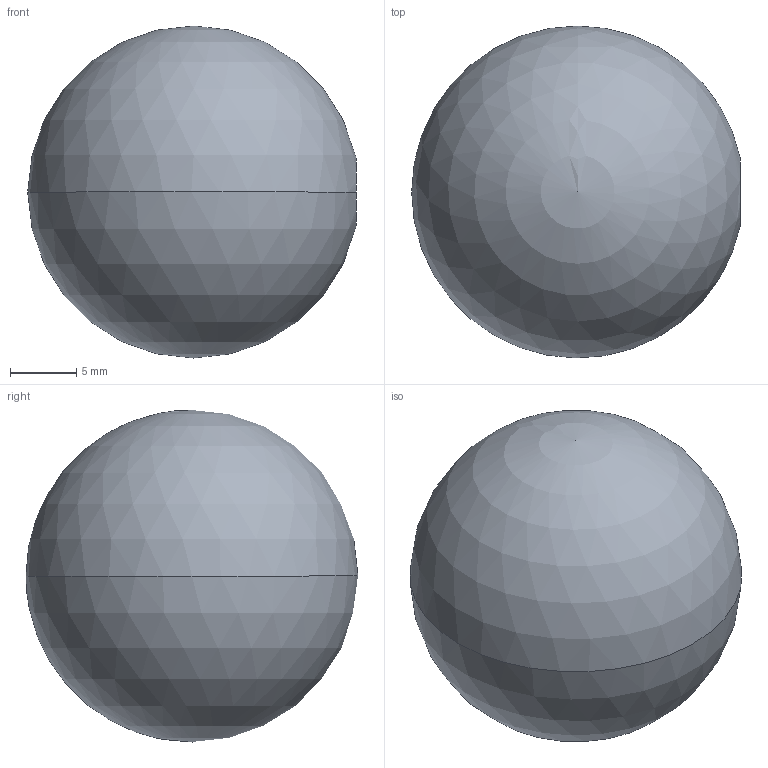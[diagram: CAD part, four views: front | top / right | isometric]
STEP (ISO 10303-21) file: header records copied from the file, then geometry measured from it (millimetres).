
FILE_DESCRIPTION (( 'STEP AP203' ), '1' );
FILE_NAME ('A_0220-025.STEP', '2019-03-16T10:44:15', ( '' ), ( '' ), 'SwSTEP 2.0', 'SolidWorks 2013', '' );
FILE_SCHEMA (( 'CONFIG_CONTROL_DESIGN' ));
Length unit declared in the file: millimetre
Products named in the file (1): A_0220-025
Bounding box: 24.75 x 25 x 25 mm (x, y, z)
Volume: 7816.3 mm3; surface area: 2248.6 mm2
Topology: 1 solids, 1 shells, 6 faces, 19 edges, 11 vertices
Faces by surface type: cylinder 2, cone 2, sphere 2
Entity records: 241 total; most frequent: DIRECTION 34, CARTESIAN_POINT 27, ORIENTED_EDGE 24, AXIS2_PLACEMENT_3D 15, EDGE_CURVE 12, VERTEX_POINT 8, CIRCLE 8, PERSON_AND_ORGANIZATION 8
